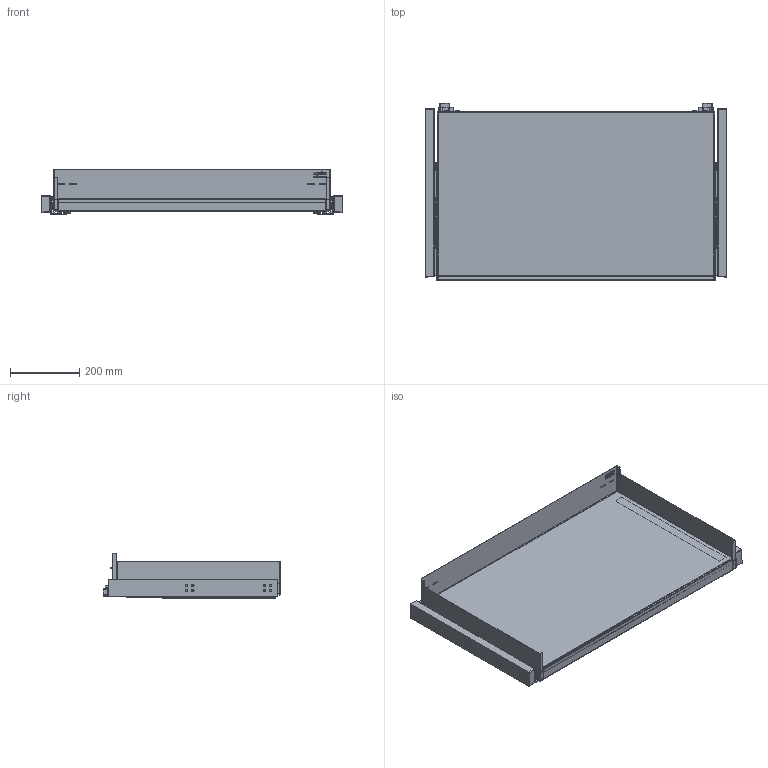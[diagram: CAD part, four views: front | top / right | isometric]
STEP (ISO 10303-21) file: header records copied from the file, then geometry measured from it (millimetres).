
FILE_DESCRIPTION(/* description */ (''),/* implementation_level */ '2;1');
FILE_NAME(/* name */ '3D_200-2729-XX.stp',/* time_stamp */ '2022-03-17T13:19:27+01:00',/* author */ ('as'),/* organization */ (''),/* preprocessor_version */ 'ST-DEVELOPER v18.1',/* originating_system */ 'Autodesk Inventor 2021',/* authorisation */ '');
FILE_SCHEMA (('CONFIG_CONTROL_DESIGN'));
Products named in the file (17): Ex Liro Blum Legrabox 900 mit DL Master 2; Tablar Ex Liro Legrabox 900 mit DL; Ex Liro Abdeckprofil 900 mit DL; Spacer Grass Dynapro; Spacer Grass Dynapro links; Vollauszug Blum Legrabox NL 500 L; Vollauszug Blum Legrabox NL 500 L S1; Vollauszug Blum Legrabox NL 500 L S2; Vollauszug Blum Legrabox NL 500 L S3; hhhh; Vollauszug Blum Legrabox NL 500 R; Vollauszug Blum Legrabox NL 500 R S1; Vollauszug Blum Legrabox NL 500 R S2; Vollauszug Blum Legrabox NL 500 R S3; ddd; Distanzleiste Grass Dynapro; Türabweiser
Assembly tree (20 placements, depth 3):
  Ex Liro Blum Legrabox 900 mit DL Master 2
    Tablar Ex Liro Legrabox 900 mit DL
    Ex Liro Abdeckprofil 900 mit DL
    Spacer Grass Dynapro  x2
    Spacer Grass Dynapro links  x2
    Türabweiser  x2
    Distanzleiste Grass Dynapro  x2
    Vollauszug Blum Legrabox NL 500 L
      Vollauszug Blum Legrabox NL 500 L S1
      Vollauszug Blum Legrabox NL 500 L S2
      Vollauszug Blum Legrabox NL 500 L S3
      hhhh
    Vollauszug Blum Legrabox NL 500 R
      Vollauszug Blum Legrabox NL 500 R S1
      Vollauszug Blum Legrabox NL 500 R S2
      Vollauszug Blum Legrabox NL 500 R S3
      ddd
Bounding box: 868 x 512.4 x 131.4 mm (x, y, z)
Volume: 2650630.6 mm3; surface area: 2018048.2 mm2
Topology: 22 solids, 22 shells, 2504 faces, 6650 edges, 4308 vertices
Faces by surface type: plane 1807, cylinder 549, bspline 84, cone 52, sphere 8, torus 4
Full cylindrical faces by diameter (mm): 3.5 x2, 5 x16, 6.4 x28, 6.435 x4, 6.47 x8, 7 x16
Entity records: 66625 total; most frequent: CARTESIAN_POINT 14394, ORIENTED_EDGE 10852, DIRECTION 10330, EDGE_CURVE 5426, LINE 4336, VECTOR 4336, VERTEX_POINT 3504, AXIS2_PLACEMENT_3D 2997
